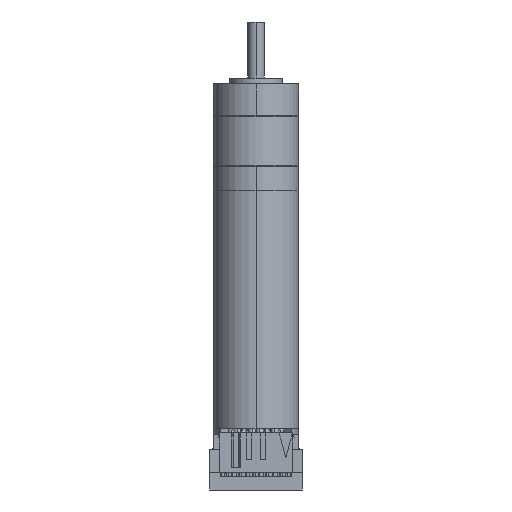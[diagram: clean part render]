
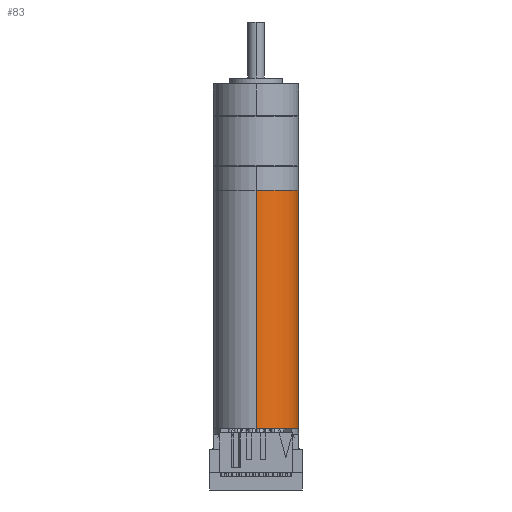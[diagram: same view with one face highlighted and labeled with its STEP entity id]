
A CAD part, front view. The second image highlights one B-rep face of the part: STEP entity #83.
In plain terms, the highlighted cylindrical face has radius 8 mm (diameter 16 mm), a partial arc.
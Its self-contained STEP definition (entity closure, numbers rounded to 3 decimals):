
#11=CARTESIAN_POINT('',(0.,0.,-44.7));
#12=DIRECTION('',(0.,0.,-1.));
#13=DIRECTION('',(0.,1.,0.));
#14=AXIS2_PLACEMENT_3D('',#11,#12,#13);
#16=CARTESIAN_POINT('',(0.,0.,0.));
#17=DIRECTION('',(0.,0.,1.));
#18=DIRECTION('',(0.,-1.,0.));
#19=AXIS2_PLACEMENT_3D('',#16,#17,#18);
#21=DIRECTION('',(0.,0.,1.));
#22=VECTOR('',#21,44.7);
#23=CARTESIAN_POINT('',(0.,8.,-44.7));
#24=LINE('',#23,#22);
#30=DIRECTION('',(0.,0.,1.));
#31=VECTOR('',#30,44.7);
#32=CARTESIAN_POINT('',(0.,-8.,-44.7));
#33=LINE('',#32,#31);
#39=CARTESIAN_POINT('',(0.,8.,-44.7));
#40=CARTESIAN_POINT('',(0.,8.,0.));
#41=VERTEX_POINT('',#39);
#42=VERTEX_POINT('',#40);
#43=CARTESIAN_POINT('',(0.,-8.,-44.7));
#44=CARTESIAN_POINT('',(0.,-8.,0.));
#45=VERTEX_POINT('',#43);
#46=VERTEX_POINT('',#44);
#69=CARTESIAN_POINT('',(0.,0.,2.235));
#70=DIRECTION('',(0.,0.,-1.));
#71=DIRECTION('',(0.,-1.,0.));
#72=AXIS2_PLACEMENT_3D('',#69,#70,#71);
#73=CYLINDRICAL_SURFACE('',#72,8.);
#75=ORIENTED_EDGE('',*,*,#74,.F.);
#76=ORIENTED_EDGE('',*,*,#56,.T.);
#78=ORIENTED_EDGE('',*,*,#77,.T.);
#80=ORIENTED_EDGE('',*,*,#79,.T.);
#81=EDGE_LOOP('',(#75,#76,#78,#80));
#82=FACE_OUTER_BOUND('',#81,.F.);
#83=ADVANCED_FACE('',(#82),#73,.T.);
#15=CIRCLE('',#14,8.);
#20=CIRCLE('',#19,8.);
#56=EDGE_CURVE('',#41,#45,#15,.T.);
#74=EDGE_CURVE('',#41,#42,#24,.T.);
#77=EDGE_CURVE('',#45,#46,#33,.T.);
#79=EDGE_CURVE('',#46,#42,#20,.T.);
